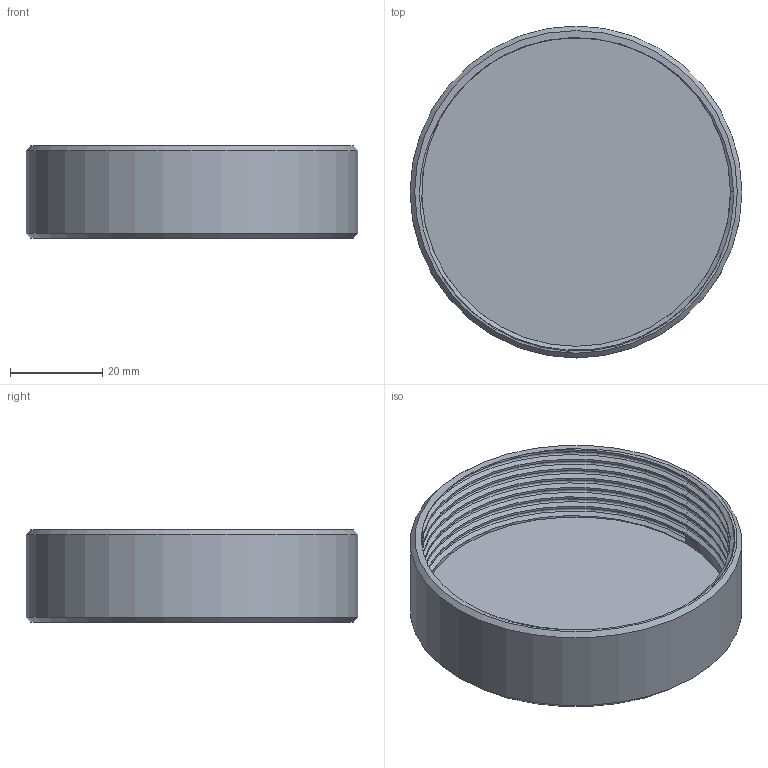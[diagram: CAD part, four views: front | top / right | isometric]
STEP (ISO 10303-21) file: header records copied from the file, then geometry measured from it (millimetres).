
FILE_DESCRIPTION(('FreeCAD Model'),'2;1');
FILE_NAME('Open CASCADE Shape Model','2025-01-28T00:18:28',(''),(''), 'Open CASCADE STEP processor 7.8','FreeCAD','Unknown');
FILE_SCHEMA(('AUTOMOTIVE_DESIGN { 1 0 10303 214 1 1 1 1 }'));
Length unit declared in the file: millimetre
Products named in the file (1): back-cap
Bounding box: 72 x 72 x 20 mm (x, y, z)
Volume: 15783.9 mm3; surface area: 17683.8 mm2
Topology: 1 solids, 1 shells, 37 faces, 73 edges, 39 vertices
Faces by surface type: bspline 22, cylinder 9, plane 4, cone 2
Full cylindrical faces by diameter (mm): 67 x7, 72 x1
Entity records: 3575 total; most frequent: CARTESIAN_POINT 2240, DIRECTION 176, ORIENTED_EDGE 146, PCURVE 146, DEFINITIONAL_REPRESENTATION 146, LINE 128, VECTOR 128, EDGE_CURVE 73
